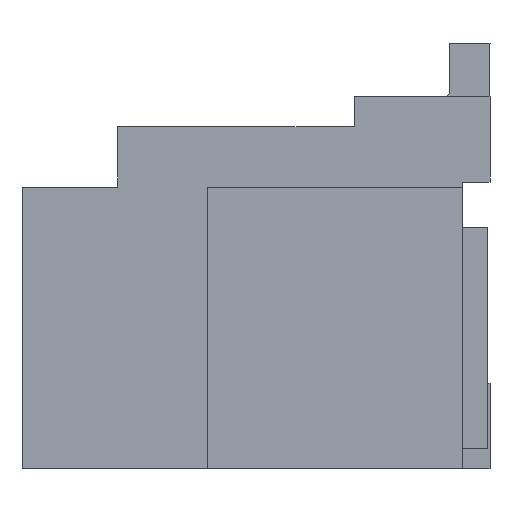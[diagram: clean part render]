
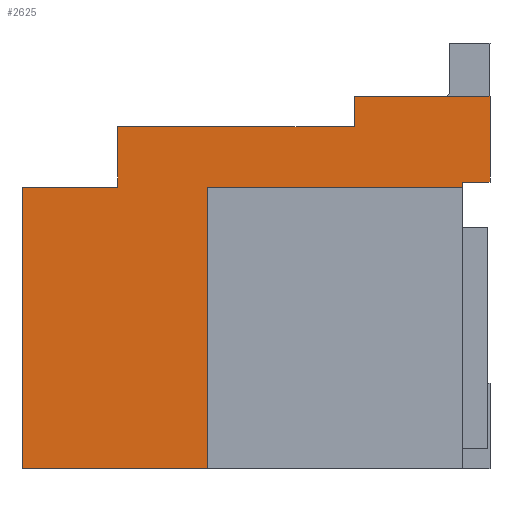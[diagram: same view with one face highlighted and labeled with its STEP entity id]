
A CAD part, left-side view. The second image highlights one B-rep face of the part: STEP entity #2625.
In plain terms, the highlighted planar face has unit normal (-1, 0, 0).
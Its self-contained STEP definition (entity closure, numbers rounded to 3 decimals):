
#405=DIRECTION('',(0.,0.,-1.));
#406=VECTOR('',#405,0.05);
#407=CARTESIAN_POINT('',(-2.75,0.27,2.85));
#408=LINE('1337',#407,#406);
#409=DIRECTION('',(0.,0.,-1.));
#410=VECTOR('',#409,2.8);
#411=CARTESIAN_POINT('',(-2.75,2.81,2.8));
#412=LINE('1339',#411,#410);
#413=DIRECTION('',(0.,1.,0.));
#414=VECTOR('',#413,1.84);
#415=CARTESIAN_POINT('',(-2.75,2.81,0.));
#416=LINE('1211',#415,#414);
#417=DIRECTION('',(0.,-1.,0.));
#418=VECTOR('',#417,2.54);
#419=CARTESIAN_POINT('',(-2.75,2.81,2.8));
#420=LINE('1338',#419,#418);
#441=DIRECTION('',(0.,0.,-1.));
#442=VECTOR('',#441,2.8);
#443=CARTESIAN_POINT('',(-2.75,4.65,2.8));
#444=LINE('1340',#443,#442);
#481=DIRECTION('',(0.,0.,-1.));
#482=VECTOR('',#481,0.3);
#483=CARTESIAN_POINT('',(-2.75,1.35,3.7));
#484=LINE('1344',#483,#482);
#669=DIRECTION('',(0.,1.,0.));
#670=VECTOR('',#669,1.35);
#671=CARTESIAN_POINT('',(-2.75,0.,3.7));
#672=LINE('1425',#671,#670);
#933=DIRECTION('',(0.,-1.,0.));
#934=VECTOR('',#933,0.27);
#935=CARTESIAN_POINT('',(-2.75,0.27,2.85));
#936=LINE('1345',#935,#934);
#949=DIRECTION('',(0.,0.,1.));
#950=VECTOR('',#949,0.85);
#951=CARTESIAN_POINT('',(-2.75,0.,2.85));
#952=LINE('1476',#951,#950);
#1001=DIRECTION('',(0.,1.,0.));
#1002=VECTOR('',#1001,2.35);
#1003=CARTESIAN_POINT('',(-2.75,1.35,3.4));
#1004=LINE('1343',#1003,#1002);
#1053=DIRECTION('',(0.,0.,-1.));
#1054=VECTOR('',#1053,0.6);
#1055=CARTESIAN_POINT('',(-2.75,3.7,3.4));
#1056=LINE('1342',#1055,#1054);
#1073=DIRECTION('',(0.,1.,0.));
#1074=VECTOR('',#1073,0.95);
#1075=CARTESIAN_POINT('',(-2.75,3.7,2.8));
#1076=LINE('1341',#1075,#1074);
#1437=CARTESIAN_POINT('',(-2.75,4.65,0.));
#1438=VERTEX_POINT('',#1437);
#1439=CARTESIAN_POINT('',(-2.75,2.81,0.));
#1440=VERTEX_POINT('',#1439);
#1566=CARTESIAN_POINT('',(-2.75,0.27,2.85));
#1568=VERTEX_POINT('',#1566);
#1635=CARTESIAN_POINT('',(-2.75,0.27,2.8));
#1636=VERTEX_POINT('',#1635);
#1637=CARTESIAN_POINT('',(-2.75,2.81,2.8));
#1638=VERTEX_POINT('',#1637);
#1639=CARTESIAN_POINT('',(-2.75,4.65,2.8));
#1640=VERTEX_POINT('',#1639);
#1641=CARTESIAN_POINT('',(-2.75,3.7,2.8));
#1642=VERTEX_POINT('',#1641);
#1643=CARTESIAN_POINT('',(-2.75,3.7,3.4));
#1644=VERTEX_POINT('',#1643);
#1645=CARTESIAN_POINT('',(-2.75,1.35,3.4));
#1646=VERTEX_POINT('',#1645);
#1647=CARTESIAN_POINT('',(-2.75,1.35,3.7));
#1648=VERTEX_POINT('',#1647);
#1649=CARTESIAN_POINT('',(-2.75,0.,2.85));
#1650=VERTEX_POINT('',#1649);
#1753=CARTESIAN_POINT('',(-2.75,0.,3.7));
#1754=VERTEX_POINT('',#1753);
#2597=CARTESIAN_POINT('',(-2.75,2.325,1.85));
#2598=DIRECTION('',(1.,0.,0.));
#2599=DIRECTION('',(0.,-1.,0.));
#2600=AXIS2_PLACEMENT_3D('',#2597,#2598,#2599);
#2601=PLANE('1605',#2600);
#2602=ORIENTED_EDGE('1337',*,*,#2204,.T.);
#2604=ORIENTED_EDGE('1338',*,*,#2603,.F.);
#2605=ORIENTED_EDGE('1339',*,*,#2588,.T.);
#2606=ORIENTED_EDGE('1211',*,*,#1906,.T.);
#2608=ORIENTED_EDGE('1340',*,*,#2607,.F.);
#2610=ORIENTED_EDGE('1341',*,*,#2609,.F.);
#2612=ORIENTED_EDGE('1342',*,*,#2611,.F.);
#2614=ORIENTED_EDGE('1343',*,*,#2613,.F.);
#2616=ORIENTED_EDGE('1344',*,*,#2615,.F.);
#2618=ORIENTED_EDGE('1425',*,*,#2617,.F.);
#2620=ORIENTED_EDGE('1476',*,*,#2619,.F.);
#2622=ORIENTED_EDGE('1345',*,*,#2621,.F.);
#2623=EDGE_LOOP('1605',(#2602,#2604,#2605,#2606,#2608,#2610,#2612,#2614,#2616,
#2618,#2620,#2622));
#2624=FACE_OUTER_BOUND('1605',#2623,.F.);
#2625=ADVANCED_FACE('1605',(#2624),#2601,.F.);
#1906=EDGE_CURVE('1211',#1440,#1438,#416,.T.);
#2204=EDGE_CURVE('1337',#1568,#1636,#408,.T.);
#2588=EDGE_CURVE('1339',#1638,#1440,#412,.T.);
#2603=EDGE_CURVE('1338',#1638,#1636,#420,.T.);
#2607=EDGE_CURVE('1340',#1640,#1438,#444,.T.);
#2609=EDGE_CURVE('1341',#1642,#1640,#1076,.T.);
#2611=EDGE_CURVE('1342',#1644,#1642,#1056,.T.);
#2613=EDGE_CURVE('1343',#1646,#1644,#1004,.T.);
#2615=EDGE_CURVE('1344',#1648,#1646,#484,.T.);
#2617=EDGE_CURVE('1425',#1754,#1648,#672,.T.);
#2619=EDGE_CURVE('1476',#1650,#1754,#952,.T.);
#2621=EDGE_CURVE('1345',#1568,#1650,#936,.T.);
